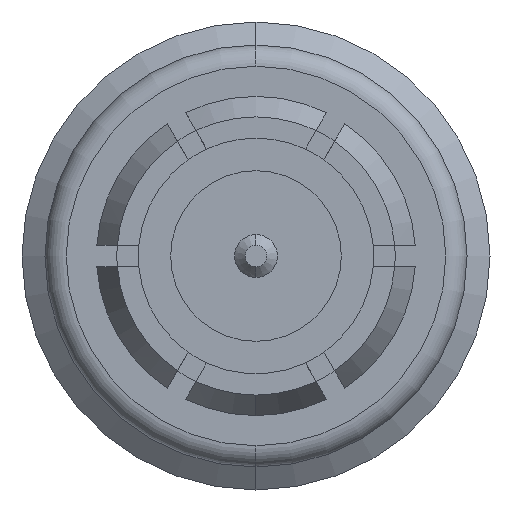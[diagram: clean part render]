
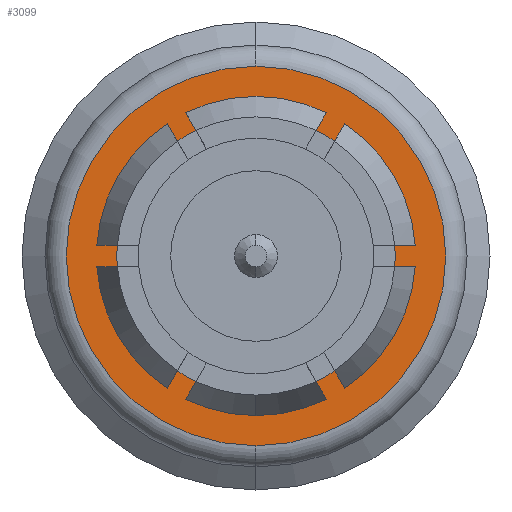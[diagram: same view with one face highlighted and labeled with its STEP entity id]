
A CAD part, left-side view. The second image highlights one B-rep face of the part: STEP entity #3099.
In plain terms, the highlighted planar face has unit normal (-1, 0, 0).
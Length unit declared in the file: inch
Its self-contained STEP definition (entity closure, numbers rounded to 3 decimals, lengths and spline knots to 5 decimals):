
#55 = CARTESIAN_POINT ( 'NONE',  ( 0.16462, 0., 0. ) ) ;
#130 = EDGE_CURVE ( 'NONE', #340, #237, #1818, .T. ) ;
#144 = EDGE_CURVE ( 'NONE', #1751, #1506, #2285, .T. ) ;
#237 = VERTEX_POINT ( 'NONE', #303 ) ;
#247 = DIRECTION ( 'NONE',  ( 0., 0., -1. ) ) ;
#303 = CARTESIAN_POINT ( 'NONE',  ( 0.16462, 0., -0.06522 ) ) ;
#313 = DIRECTION ( 'NONE',  ( 0., 0., -1. ) ) ;
#340 = VERTEX_POINT ( 'NONE', #853 ) ;
#463 = FACE_OUTER_BOUND ( 'NONE', #2121, .T. ) ;
#496 = CARTESIAN_POINT ( 'NONE',  ( 0.16462, 0.06885, 0. ) ) ;
#544 = AXIS2_PLACEMENT_3D ( 'NONE', #2333, #3411, #247 ) ;
#579 = DIRECTION ( 'NONE',  ( 0., 0., -1. ) ) ;
#845 = CARTESIAN_POINT ( 'NONE',  ( 0.16462, 0., 0.08895 ) ) ;
#853 = CARTESIAN_POINT ( 'NONE',  ( 0.16462, 0., 0.06522 ) ) ;
#1305 = ORIENTED_EDGE ( 'NONE', *, *, #2023, .T. ) ;
#1378 = ORIENTED_EDGE ( 'NONE', *, *, #130, .F. ) ;
#1506 = VERTEX_POINT ( 'NONE', #2985 ) ;
#1520 = CIRCLE ( 'NONE', #2348, 0.06522 ) ;
#1524 = DIRECTION ( 'NONE',  ( 0., 0., 1. ) ) ;
#1593 = DIRECTION ( 'NONE',  ( 1., 0., 0. ) ) ;
#1613 = DIRECTION ( 'NONE',  ( 0., 0., 1. ) ) ;
#1751 = VERTEX_POINT ( 'NONE', #845 ) ;
#1818 = CIRCLE ( 'NONE', #2074, 0.06522 ) ;
#1891 = FACE_BOUND ( 'NONE', #3074, .T. ) ;
#2023 = EDGE_CURVE ( 'NONE', #1506, #1751, #2232, .T. ) ;
#2036 = CARTESIAN_POINT ( 'NONE',  ( 0.16462, 0., 0. ) ) ;
#2049 = PLANE ( 'NONE',  #2516 ) ;
#2051 = EDGE_CURVE ( 'NONE', #237, #340, #1520, .T. ) ;
#2074 = AXIS2_PLACEMENT_3D ( 'NONE', #2036, #3121, #1524 ) ;
#2121 = EDGE_LOOP ( 'NONE', ( #1305, #2529 ) ) ;
#2132 = DIRECTION ( 'NONE',  ( -1., 0., 0. ) ) ;
#2164 = ORIENTED_EDGE ( 'NONE', *, *, #2051, .F. ) ;
#2232 = CIRCLE ( 'NONE', #2884, 0.08895 ) ;
#2285 = CIRCLE ( 'NONE', #544, 0.08895 ) ;
#2333 = CARTESIAN_POINT ( 'NONE',  ( 0.16462, 0., 0. ) ) ;
#2348 = AXIS2_PLACEMENT_3D ( 'NONE', #55, #2132, #1613 ) ;
#2412 = CARTESIAN_POINT ( 'NONE',  ( 0.16462, 0., 0. ) ) ;
#2516 = AXIS2_PLACEMENT_3D ( 'NONE', #496, #1593, #579 ) ;
#2529 = ORIENTED_EDGE ( 'NONE', *, *, #144, .T. ) ;
#2884 = AXIS2_PLACEMENT_3D ( 'NONE', #2412, #3218, #313 ) ;
#2985 = CARTESIAN_POINT ( 'NONE',  ( 0.16462, 0., -0.08895 ) ) ;
#3074 = EDGE_LOOP ( 'NONE', ( #1378, #2164 ) ) ;
#3099 = ADVANCED_FACE ( 'NONE', ( #463, #1891 ), #2049, .F. ) ;
#3121 = DIRECTION ( 'NONE',  ( -1., 0., 0. ) ) ;
#3218 = DIRECTION ( 'NONE',  ( -1., 0., 0. ) ) ;
#3411 = DIRECTION ( 'NONE',  ( -1., 0., 0. ) ) ;
